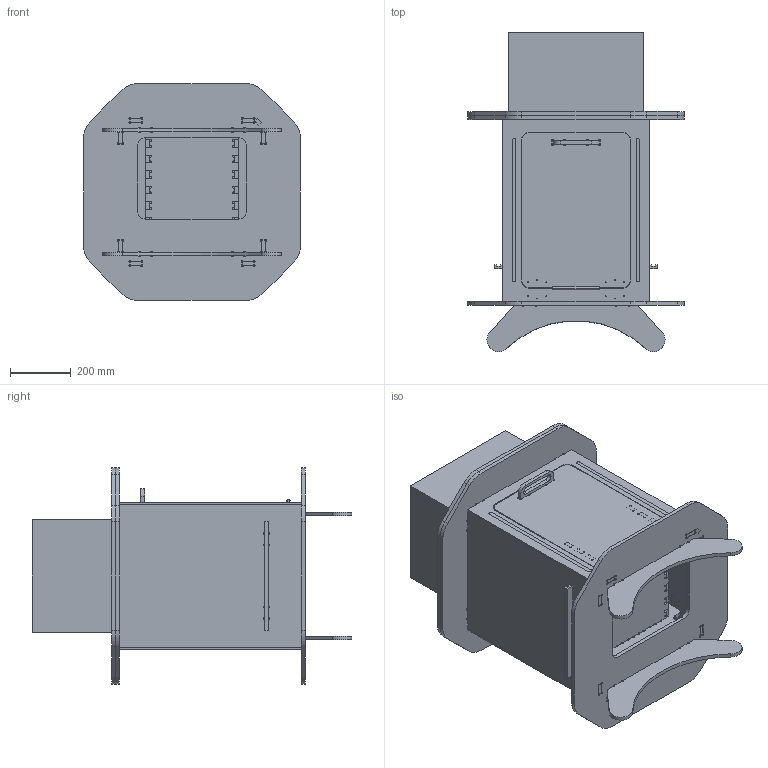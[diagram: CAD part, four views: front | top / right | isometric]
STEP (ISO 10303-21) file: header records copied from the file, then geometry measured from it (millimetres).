
FILE_DESCRIPTION (( 'STEP AP214' ), '1' );
FILE_NAME ('record cabinet a.STEP', '2025-03-12T11:04:24', ( '' ), ( '' ), 'SwSTEP 2.0', 'SolidWorks 2024', '' );
FILE_SCHEMA (( 'AUTOMOTIVE_DESIGN' ));
Length unit declared in the file: inch
Products named in the file (1): record cabinet a
Bounding box: 711.2 x 1047.62 x 711.2 mm (x, y, z)
Volume: 92124856.4 mm3; surface area: 7180666.5 mm2
Topology: 23 solids, 23 shells, 1905 faces, 5538 edges, 3692 vertices
Faces by surface type: plane 1131, cylinder 774
Entity records: 63549 total; most frequent: CARTESIAN_POINT 11136, ORIENTED_EDGE 11076, DIRECTION 10898, EDGE_CURVE 5538, VECTOR 3990, LINE 3990, VERTEX_POINT 3692, AXIS2_PLACEMENT_3D 3454
